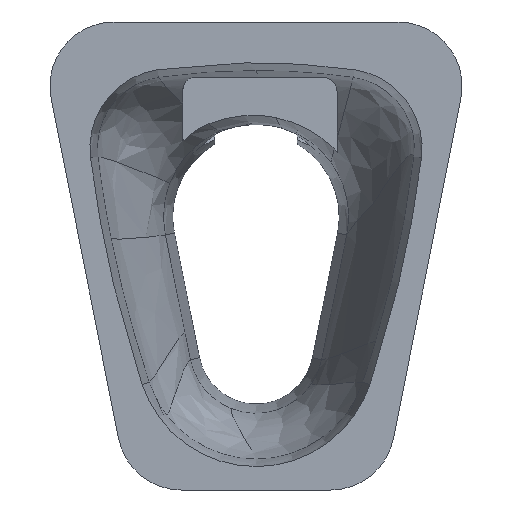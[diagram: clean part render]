
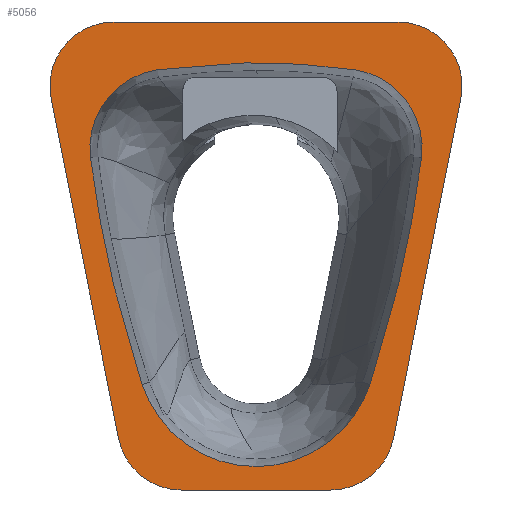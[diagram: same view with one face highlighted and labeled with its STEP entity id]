
A CAD part, front view. The second image highlights one B-rep face of the part: STEP entity #5056.
In plain terms, the highlighted planar face has unit normal (0, -1, 0).
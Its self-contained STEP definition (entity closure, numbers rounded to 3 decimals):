
#4628=AXIS2_PLACEMENT_3D('Circle Axis2P3D',#4626,#4627,$) ;
#4690=AXIS2_PLACEMENT_3D('Circle Axis2P3D',#4688,#4689,$) ;
#4733=AXIS2_PLACEMENT_3D('Circle Axis2P3D',#4731,#4732,$) ;
#4776=AXIS2_PLACEMENT_3D('Circle Axis2P3D',#4774,#4775,$) ;
#5036=AXIS2_PLACEMENT_3D('Plane Axis2P3D',#5033,#5034,#5035) ;
#4623=CARTESIAN_POINT('Vertex',(-95.93,0.,116.119)) ;
#4626=CARTESIAN_POINT('Axis2P3D Location',(-66.501,0.,121.945)) ;
#4630=CARTESIAN_POINT('Vertex',(-66.501,0.,151.945)) ;
#4649=CARTESIAN_POINT('Vertex',(-64.412,0.,-43.085)) ;
#4652=CARTESIAN_POINT('Line Origine',(-80.171,0.,36.517)) ;
#4664=CARTESIAN_POINT('Line Origine',(0.,0.,151.945)) ;
#4668=CARTESIAN_POINT('Vertex',(66.501,0.,151.945)) ;
#4688=CARTESIAN_POINT('Axis2P3D Location',(66.501,0.,121.945)) ;
#4692=CARTESIAN_POINT('Vertex',(95.93,0.,116.119)) ;
#4707=CARTESIAN_POINT('Line Origine',(80.171,0.,36.517)) ;
#4711=CARTESIAN_POINT('Vertex',(64.412,0.,-43.085)) ;
#4731=CARTESIAN_POINT('Axis2P3D Location',(34.984,0.,-37.259)) ;
#4735=CARTESIAN_POINT('Vertex',(34.984,0.,-67.259)) ;
#4750=CARTESIAN_POINT('Line Origine',(0.,0.,-67.259)) ;
#4754=CARTESIAN_POINT('Vertex',(-34.984,0.,-67.259)) ;
#4774=CARTESIAN_POINT('Axis2P3D Location',(-34.984,0.,-37.259)) ;
#4797=CARTESIAN_POINT('Vertex',(53.392,0.,-17.81)) ;
#4825=CARTESIAN_POINT('Vertex',(-53.392,0.,-17.81)) ;
#4829=CARTESIAN_POINT('Control Point',(-53.392,0.,-17.81)) ;
#4830=CARTESIAN_POINT('Control Point',(-50.65,0.,-26.03)) ;
#4831=CARTESIAN_POINT('Control Point',(-46.326,0.,-33.722)) ;
#4832=CARTESIAN_POINT('Control Point',(-40.555,0.,-40.479)) ;
#4833=CARTESIAN_POINT('Control Point',(-29.327,0.,-49.36)) ;
#4834=CARTESIAN_POINT('Control Point',(-16.075,0.,-54.346)) ;
#4835=CARTESIAN_POINT('Control Point',(-10.786,0.,-55.638)) ;
#4836=CARTESIAN_POINT('Control Point',(3.272,0.,-57.322)) ;
#4837=CARTESIAN_POINT('Control Point',(17.33,0.,-54.616)) ;
#4838=CARTESIAN_POINT('Control Point',(25.566,0.,-51.28)) ;
#4839=CARTESIAN_POINT('Control Point',(37.544,0.,-43.439)) ;
#4840=CARTESIAN_POINT('Control Point',(46.467,0.,-32.446)) ;
#4841=CARTESIAN_POINT('Control Point',(49.366,0.,-27.837)) ;
#4842=CARTESIAN_POINT('Control Point',(51.685,0.,-22.926)) ;
#4843=CARTESIAN_POINT('Control Point',(53.392,0.,-17.81)) ;
#4865=CARTESIAN_POINT('Vertex',(77.512,0.,88.365)) ;
#4881=CARTESIAN_POINT('Control Point',(53.392,0.,-17.81)) ;
#4882=CARTESIAN_POINT('Control Point',(62.019,0.,8.053)) ;
#4883=CARTESIAN_POINT('Control Point',(68.947,0.,34.484)) ;
#4884=CARTESIAN_POINT('Control Point',(74.118,0.,61.313)) ;
#4885=CARTESIAN_POINT('Control Point',(77.512,0.,88.365)) ;
#4901=CARTESIAN_POINT('Control Point',(-53.392,0.,-17.81)) ;
#4902=CARTESIAN_POINT('Control Point',(-62.019,0.,8.053)) ;
#4903=CARTESIAN_POINT('Control Point',(-68.947,0.,34.484)) ;
#4904=CARTESIAN_POINT('Control Point',(-74.118,0.,61.313)) ;
#4905=CARTESIAN_POINT('Control Point',(-77.512,0.,88.365)) ;
#4906=CARTESIAN_POINT('Vertex',(-77.512,0.,88.365)) ;
#4947=CARTESIAN_POINT('Vertex',(46.015,0.,129.59)) ;
#4956=CARTESIAN_POINT('Control Point',(77.512,0.,88.365)) ;
#4957=CARTESIAN_POINT('Control Point',(78.303,0.,94.676)) ;
#4958=CARTESIAN_POINT('Control Point',(77.738,0.,101.157)) ;
#4959=CARTESIAN_POINT('Control Point',(75.766,0.,107.419)) ;
#4960=CARTESIAN_POINT('Control Point',(69.889,0.,117.607)) ;
#4961=CARTESIAN_POINT('Control Point',(60.697,0.,124.799)) ;
#4962=CARTESIAN_POINT('Control Point',(56.065,0.,127.26)) ;
#4963=CARTESIAN_POINT('Control Point',(51.103,0.,128.867)) ;
#4964=CARTESIAN_POINT('Control Point',(46.015,0.,129.59)) ;
#4987=CARTESIAN_POINT('Vertex',(-46.015,0.,129.59)) ;
#4991=CARTESIAN_POINT('Control Point',(-46.015,0.,129.59)) ;
#4992=CARTESIAN_POINT('Control Point',(-52.312,0.,128.695)) ;
#4993=CARTESIAN_POINT('Control Point',(-58.417,0.,126.446)) ;
#4994=CARTESIAN_POINT('Control Point',(-63.94,0.,122.898)) ;
#4995=CARTESIAN_POINT('Control Point',(-72.225,0.,114.549)) ;
#4996=CARTESIAN_POINT('Control Point',(-76.748,0.,103.79)) ;
#4997=CARTESIAN_POINT('Control Point',(-77.905,0.,98.674)) ;
#4998=CARTESIAN_POINT('Control Point',(-78.151,0.,93.464)) ;
#4999=CARTESIAN_POINT('Control Point',(-77.512,0.,88.365)) ;
#5014=CARTESIAN_POINT('Control Point',(-46.015,0.,129.59)) ;
#5015=CARTESIAN_POINT('Control Point',(-23.161,0.,132.838)) ;
#5016=CARTESIAN_POINT('Control Point',(0.,0.,133.935)) ;
#5017=CARTESIAN_POINT('Control Point',(23.161,0.,132.838)) ;
#5018=CARTESIAN_POINT('Control Point',(46.015,0.,129.59)) ;
#5033=CARTESIAN_POINT('Axis2P3D Location',(0.,0.,0.)) ;
#4627=DIRECTION('Axis2P3D Direction',(0.,1.,0.)) ;
#4653=DIRECTION('Vector Direction',(0.194,0.,-0.981)) ;
#4665=DIRECTION('Vector Direction',(-1.,0.,0.)) ;
#4689=DIRECTION('Axis2P3D Direction',(0.,1.,0.)) ;
#4708=DIRECTION('Vector Direction',(0.194,0.,0.981)) ;
#4732=DIRECTION('Axis2P3D Direction',(0.,1.,0.)) ;
#4751=DIRECTION('Vector Direction',(1.,0.,0.)) ;
#4775=DIRECTION('Axis2P3D Direction',(0.,1.,0.)) ;
#5034=DIRECTION('Axis2P3D Direction',(0.,1.,0.)) ;
#5035=DIRECTION('Axis2P3D XDirection',(-1.,0.,0.)) ;
#4654=VECTOR('Line Direction',#4653,1.) ;
#4666=VECTOR('Line Direction',#4665,1.) ;
#4709=VECTOR('Line Direction',#4708,1.) ;
#4752=VECTOR('Line Direction',#4751,1.) ;
#5039=ORIENTED_EDGE('',*,*,#4778,.T.) ;
#5040=ORIENTED_EDGE('',*,*,#4756,.T.) ;
#5041=ORIENTED_EDGE('',*,*,#4737,.T.) ;
#5042=ORIENTED_EDGE('',*,*,#4713,.T.) ;
#5043=ORIENTED_EDGE('',*,*,#4694,.T.) ;
#5044=ORIENTED_EDGE('',*,*,#4670,.T.) ;
#5045=ORIENTED_EDGE('',*,*,#4632,.T.) ;
#5046=ORIENTED_EDGE('',*,*,#4656,.T.) ;
#5049=ORIENTED_EDGE('',*,*,#4908,.T.) ;
#5050=ORIENTED_EDGE('',*,*,#5000,.F.) ;
#5051=ORIENTED_EDGE('',*,*,#5019,.T.) ;
#5052=ORIENTED_EDGE('',*,*,#4965,.F.) ;
#5053=ORIENTED_EDGE('',*,*,#4886,.F.) ;
#5054=ORIENTED_EDGE('',*,*,#4844,.F.) ;
#5055=FACE_BOUND('',#5048,.T.) ;
#5056=ADVANCED_FACE('Body.1',(#5047,#5055),#5037,.F.) ;
#4828=B_SPLINE_CURVE_WITH_KNOTS('',5,(#4829,#4830,#4831,#4832,#4833,#4834,#4835,#4836,#4837,#4838,#4839,#4840,#4841,#4842,#4843),.UNSPECIFIED.,.F.,.U.,(6,3,3,3,6),(0.,62.93,102.097,165.027,204.193),.UNSPECIFIED.) ;
#4880=B_SPLINE_CURVE_WITH_KNOTS('',4,(#4881,#4882,#4883,#4884,#4885),.UNSPECIFIED.,.F.,.U.,(5,5),(0.,154.651),.UNSPECIFIED.) ;
#4900=B_SPLINE_CURVE_WITH_KNOTS('',4,(#4901,#4902,#4903,#4904,#4905),.UNSPECIFIED.,.F.,.U.,(5,5),(0.,154.651),.UNSPECIFIED.) ;
#4955=B_SPLINE_CURVE_WITH_KNOTS('',5,(#4956,#4957,#4958,#4959,#4960,#4961,#4962,#4963,#4964),.UNSPECIFIED.,.F.,.U.,(6,3,6),(0.,46.841,84.685),.UNSPECIFIED.) ;
#4990=B_SPLINE_CURVE_WITH_KNOTS('',5,(#4991,#4992,#4993,#4994,#4995,#4996,#4997,#4998,#4999),.UNSPECIFIED.,.F.,.U.,(6,3,6),(0.,46.841,84.685),.UNSPECIFIED.) ;
#5013=B_SPLINE_CURVE_WITH_KNOTS('',4,(#5014,#5015,#5016,#5017,#5018),.UNSPECIFIED.,.F.,.U.,(5,5),(0.,131.187),.UNSPECIFIED.) ;
#4629=CIRCLE('generated circle',#4628,30.) ;
#4691=CIRCLE('generated circle',#4690,30.) ;
#4734=CIRCLE('generated circle',#4733,30.) ;
#4777=CIRCLE('generated circle',#4776,30.) ;
#4632=EDGE_CURVE('',#4631,#4624,#4629,.F.) ;
#4656=EDGE_CURVE('',#4624,#4650,#4655,.T.) ;
#4670=EDGE_CURVE('',#4669,#4631,#4667,.T.) ;
#4694=EDGE_CURVE('',#4693,#4669,#4691,.F.) ;
#4713=EDGE_CURVE('',#4712,#4693,#4710,.T.) ;
#4737=EDGE_CURVE('',#4736,#4712,#4734,.F.) ;
#4756=EDGE_CURVE('',#4755,#4736,#4753,.T.) ;
#4778=EDGE_CURVE('',#4650,#4755,#4777,.F.) ;
#4844=EDGE_CURVE('',#4826,#4798,#4828,.T.) ;
#4886=EDGE_CURVE('',#4798,#4866,#4880,.T.) ;
#4908=EDGE_CURVE('',#4826,#4907,#4900,.T.) ;
#4965=EDGE_CURVE('',#4866,#4948,#4955,.T.) ;
#5000=EDGE_CURVE('',#4988,#4907,#4990,.T.) ;
#5019=EDGE_CURVE('',#4988,#4948,#5013,.T.) ;
#5038=EDGE_LOOP('',(#5039,#5040,#5041,#5042,#5043,#5044,#5045,#5046)) ;
#5048=EDGE_LOOP('',(#5049,#5050,#5051,#5052,#5053,#5054)) ;
#5047=FACE_OUTER_BOUND('',#5038,.T.) ;
#4655=LINE('Line',#4652,#4654) ;
#4667=LINE('Line',#4664,#4666) ;
#4710=LINE('Line',#4707,#4709) ;
#4753=LINE('Line',#4750,#4752) ;
#5037=PLANE('Plane',#5036) ;
#4624=VERTEX_POINT('',#4623) ;
#4631=VERTEX_POINT('',#4630) ;
#4650=VERTEX_POINT('',#4649) ;
#4669=VERTEX_POINT('',#4668) ;
#4693=VERTEX_POINT('',#4692) ;
#4712=VERTEX_POINT('',#4711) ;
#4736=VERTEX_POINT('',#4735) ;
#4755=VERTEX_POINT('',#4754) ;
#4798=VERTEX_POINT('',#4797) ;
#4826=VERTEX_POINT('',#4825) ;
#4866=VERTEX_POINT('',#4865) ;
#4907=VERTEX_POINT('',#4906) ;
#4948=VERTEX_POINT('',#4947) ;
#4988=VERTEX_POINT('',#4987) ;
